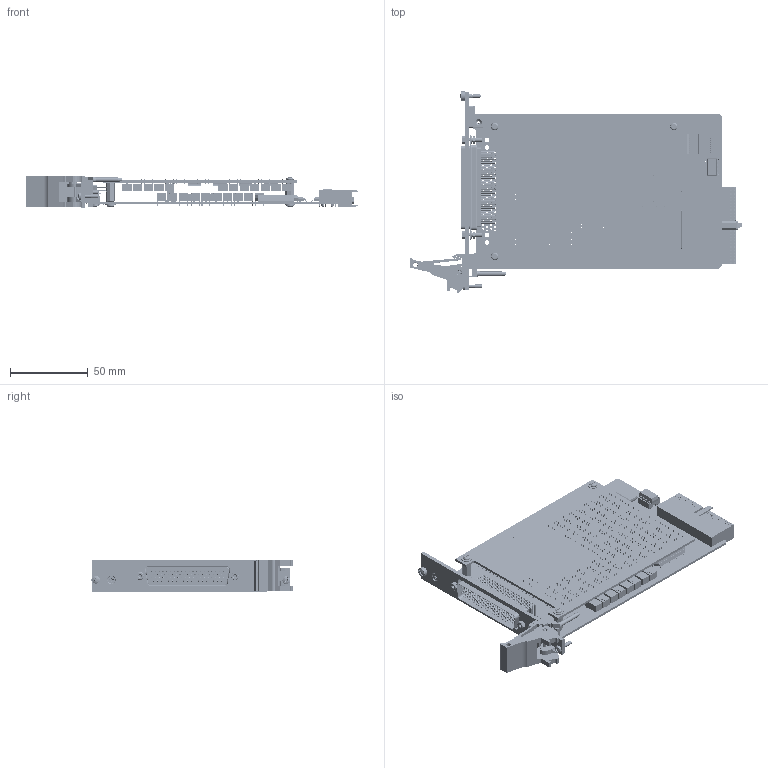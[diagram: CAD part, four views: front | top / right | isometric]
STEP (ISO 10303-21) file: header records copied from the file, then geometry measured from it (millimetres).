
FILE_DESCRIPTION (( 'STEP AP214' ), '1' );
FILE_NAME ('40-519-002 - 32 x 4 MATRIX 2 PL CARD 2A 60W.STEP', '2013-08-28T08:10:35', ( 'admin' ), ( '' ), 'SwSTEP 2.0', 'SolidWorks 2012', '' );
FILE_SCHEMA (( 'AUTOMOTIVE_DESIGN' ));
Length unit declared in the file: millimetre
Products named in the file (1): 40-519-002 - 32 x 4 MATRIX 2 PL CARD 2A 60W
Bounding box: 214.01 x 129.67 x 20 mm (x, y, z)
Surface area: 98933.5 mm2 (no closed solid volume)
Topology: 0 solids, 1564 shells, 5323 faces, 17788 edges, 13173 vertices
Faces by surface type: plane 2575, cylinder 2536, torus 152, cone 46, bspline 9, sphere 5
Full cylindrical faces by diameter (mm): 0.4 x1032, 0.6 x188, 0.737 x510, 0.762 x181, 0.77 x102, 1.067 x82, 1.194 x42, 1.2 x2, 1.219 x43, 1.496 x2, 2 x5, 2.05 x3, 2.5 x5, 2.6 x1, 2.7 x1, 2.8 x1, 2.997 x3, 3 x3, 3.048 x1, 4.7 x1, 4.85 x8, 5 x4, 5.2 x2, 5.3 x1, 5.5 x2, 5.9 x1, 6 x1, 6.8 x6
Entity records: 252302 total; most frequent: CARTESIAN_POINT 42473, DIRECTION 32297, ORIENTED_EDGE 21582, EDGE_CURVE 15228, VERTEX_POINT 13025, AXIS2_PLACEMENT_3D 12385, EDGE_LOOP 10889, FACE_OUTER_BOUND 7699
